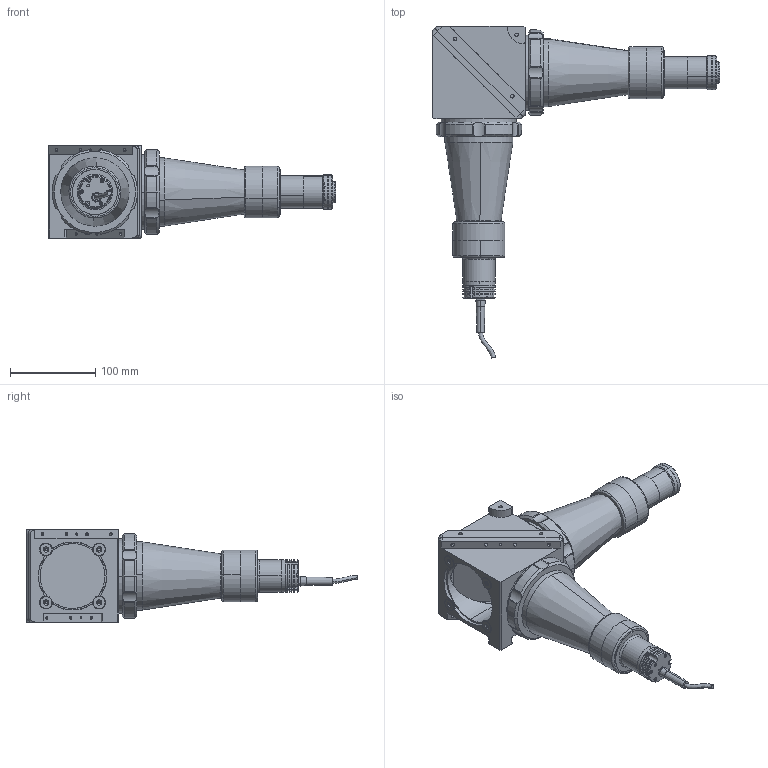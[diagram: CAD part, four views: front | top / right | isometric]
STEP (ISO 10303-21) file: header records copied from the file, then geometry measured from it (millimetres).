
FILE_DESCRIPTION (( 'STEP AP214' ), '1' );
FILE_NAME ('TCCXQ016.STEP', '2014-07-13T15:11:53', ( '' ), ( '' ), 'SwSTEP 2.0', 'SolidWorks 2013', '' );
FILE_SCHEMA (( 'AUTOMOTIVE_DESIGN' ));
Length unit declared in the file: millimetre
Products named in the file (1): TCCXQ016
Bounding box: 336.71 x 389.15 x 108 mm (x, y, z)
Surface area: 209972.9 mm2 (no closed solid volume)
Topology: 0 solids, 43 shells, 484 faces, 1453 edges, 1004 vertices
Faces by surface type: cylinder 266, plane 116, cone 85, bspline 17
Entity records: 27197 total; most frequent: CARTESIAN_POINT 8900, DIRECTION 2777, ORIENTED_EDGE 2463, EDGE_CURVE 1453, AXIS2_PLACEMENT_3D 1083, VERTEX_POINT 1004, CIRCLE 615, VECTOR 611
